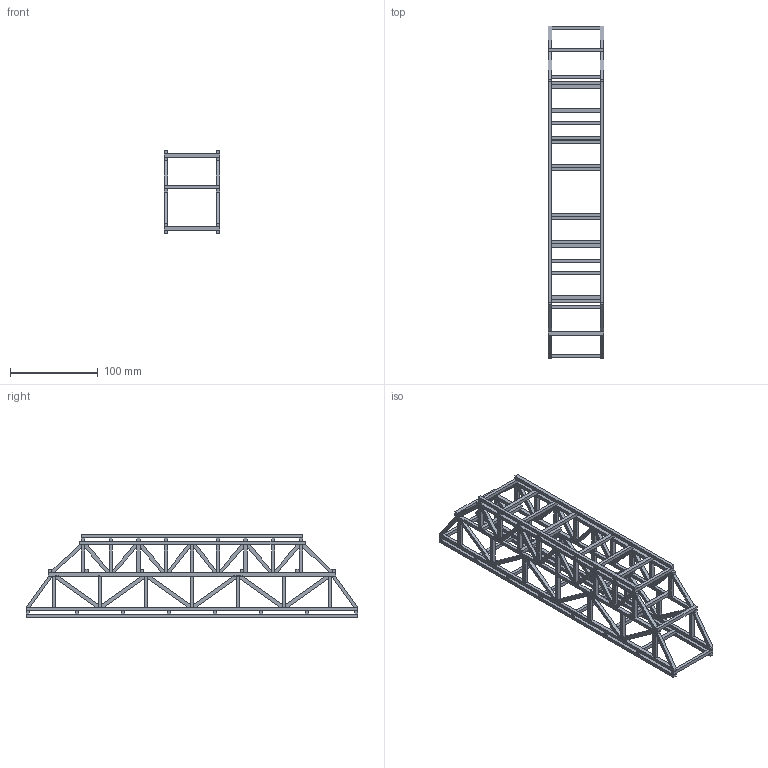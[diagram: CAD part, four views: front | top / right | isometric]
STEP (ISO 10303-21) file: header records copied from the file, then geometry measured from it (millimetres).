
FILE_DESCRIPTION(('FreeCAD Model'),'2;1');
FILE_NAME('Open CASCADE Shape Model','2025-05-01T06:02:12',('FreeCAD'),( 'FreeCAD'),'Open CASCADE STEP processor 7.6','FreeCAD','Unknown');
FILE_SCHEMA(('AUTOMOTIVE_DESIGN { 1 0 10303 214 1 1 1 1 }'));
Length unit declared in the file: millimetre
Products named in the file (1): Open CASCADE STEP translator 7.6 1
Bounding box: 62.91 x 377.48 x 94.37 mm (x, y, z)
Volume: 120906.8 mm3; surface area: 126631.8 mm2
Topology: 116 solids, 116 shells, 760 faces, 1584 edges, 1056 vertices
Faces by surface type: bspline 760
Entity records: 17944 total; most frequent: CARTESIAN_POINT 7265, ORIENTED_EDGE 3168, EDGE_CURVE 1584, B_SPLINE_CURVE_WITH_KNOTS 1584, VERTEX_POINT 1056, ADVANCED_FACE 760, FACE_BOUND 760, EDGE_LOOP 760
